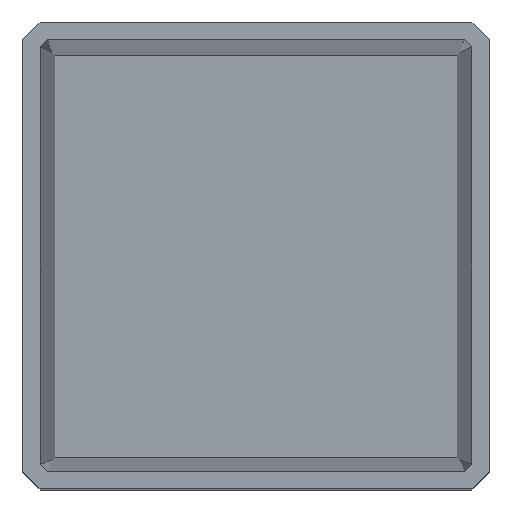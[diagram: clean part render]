
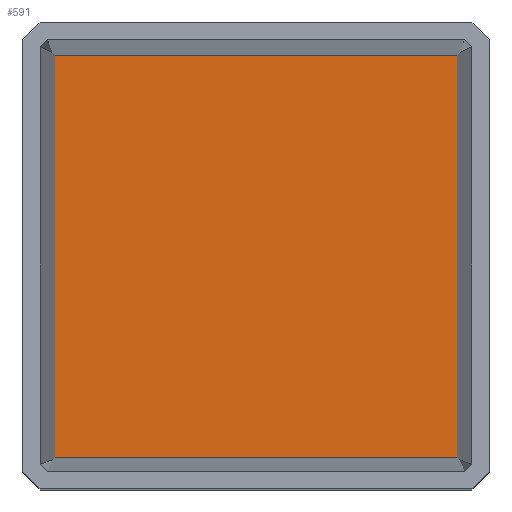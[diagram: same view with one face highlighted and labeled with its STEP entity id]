
A CAD part, top view. The second image highlights one B-rep face of the part: STEP entity #591.
In plain terms, the highlighted planar face has unit normal (0, 0, 1).
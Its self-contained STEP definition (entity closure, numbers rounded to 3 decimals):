
#22 = EDGE_CURVE ( 'NONE', #471, #287, #260, .T. ) ;
#30 = DIRECTION ( 'NONE',  ( -1., 0., 0. ) ) ;
#33 = ORIENTED_EDGE ( 'NONE', *, *, #180, .T. ) ;
#37 = CARTESIAN_POINT ( 'NONE',  ( 34.46, -35.757, 3. ) ) ;
#56 = CARTESIAN_POINT ( 'NONE',  ( 35.757, 34.46, 3. ) ) ;
#100 = EDGE_LOOP ( 'NONE', ( #33, #488, #183, #385 ) ) ;
#121 = CARTESIAN_POINT ( 'NONE',  ( -34.46, 35.757, 3. ) ) ;
#135 = CARTESIAN_POINT ( 'NONE',  ( 34.46, -34.46, 3. ) ) ;
#147 = VECTOR ( 'NONE', #487, 1000. ) ;
#152 = CARTESIAN_POINT ( 'NONE',  ( -34.46, 34.46, 3. ) ) ;
#180 = EDGE_CURVE ( 'NONE', #395, #471, #191, .T. ) ;
#183 = ORIENTED_EDGE ( 'NONE', *, *, #192, .T. ) ;
#191 = LINE ( 'NONE', #370, #589 ) ;
#192 = EDGE_CURVE ( 'NONE', #287, #477, #278, .T. ) ;
#200 = FACE_OUTER_BOUND ( 'NONE', #100, .T. ) ;
#215 = DIRECTION ( 'NONE',  ( 0., 1., 0. ) ) ;
#257 = PLANE ( 'NONE',  #427 ) ;
#260 = LINE ( 'NONE', #37, #430 ) ;
#278 = LINE ( 'NONE', #56, #543 ) ;
#287 = VERTEX_POINT ( 'NONE', #299 ) ;
#293 = EDGE_CURVE ( 'NONE', #477, #395, #490, .T. ) ;
#299 = CARTESIAN_POINT ( 'NONE',  ( 34.46, 34.46, 3. ) ) ;
#336 = DIRECTION ( 'NONE',  ( -1., 0., 0. ) ) ;
#370 = CARTESIAN_POINT ( 'NONE',  ( -35.757, -34.46, 3. ) ) ;
#385 = ORIENTED_EDGE ( 'NONE', *, *, #293, .T. ) ;
#391 = DIRECTION ( 'NONE',  ( 0., 0., -1. ) ) ;
#395 = VERTEX_POINT ( 'NONE', #593 ) ;
#427 = AXIS2_PLACEMENT_3D ( 'NONE', #452, #391, #30 ) ;
#430 = VECTOR ( 'NONE', #215, 1000. ) ;
#452 = CARTESIAN_POINT ( 'NONE',  ( 0., 0., 3. ) ) ;
#469 = DIRECTION ( 'NONE',  ( 1., 0., 0. ) ) ;
#471 = VERTEX_POINT ( 'NONE', #135 ) ;
#477 = VERTEX_POINT ( 'NONE', #152 ) ;
#487 = DIRECTION ( 'NONE',  ( 0., -1., 0. ) ) ;
#488 = ORIENTED_EDGE ( 'NONE', *, *, #22, .T. ) ;
#490 = LINE ( 'NONE', #121, #147 ) ;
#543 = VECTOR ( 'NONE', #336, 1000. ) ;
#589 = VECTOR ( 'NONE', #469, 1000. ) ;
#591 = ADVANCED_FACE ( 'NONE', ( #200 ), #257, .F. ) ;
#593 = CARTESIAN_POINT ( 'NONE',  ( -34.46, -34.46, 3. ) ) ;
